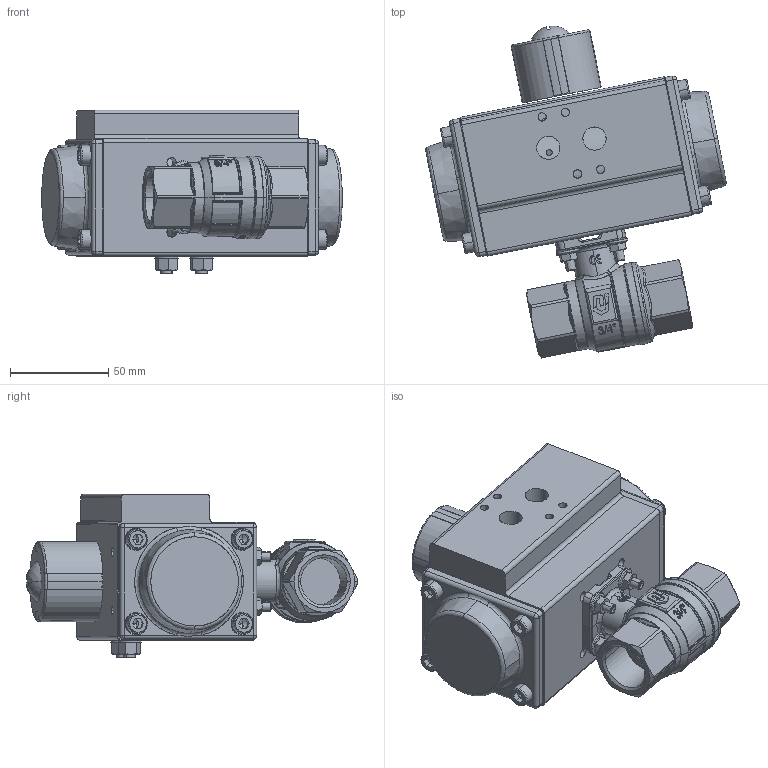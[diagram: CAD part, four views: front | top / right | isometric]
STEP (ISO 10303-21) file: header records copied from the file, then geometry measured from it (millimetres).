
FILE_DESCRIPTION (( 'STEP AP214' ), '1' );
FILE_NAME ('PK01_DN20_einfachwirkend (PK01010004).STEP', '2022-01-14T13:02:06', ( '' ), ( '' ), 'SwSTEP 2.0', 'SolidWorks 2021', '' );
FILE_SCHEMA (( 'AUTOMOTIVE_DESIGN' ));
Length unit declared in the file: metre
Products named in the file (1): PK01_DN20_einfachwirkend (PK01010004)
Bounding box: 153.06 x 169.08 x 83.5 mm (x, y, z)
Surface area: 100840.1 mm2 (no closed solid volume)
Topology: 0 solids, 801 shells, 973 faces, 4562 edges, 4354 vertices
Faces by surface type: plane 352, cylinder 246, bspline 242, cone 123, torus 8, sphere 2
Entity records: 82965 total; most frequent: CARTESIAN_POINT 39707, DIRECTION 5704, ORIENTED_EDGE 4874, EDGE_CURVE 4528, VERTEX_POINT 4353, AXIS2_PLACEMENT_3D 1937, VECTOR 1830, LINE 1830
